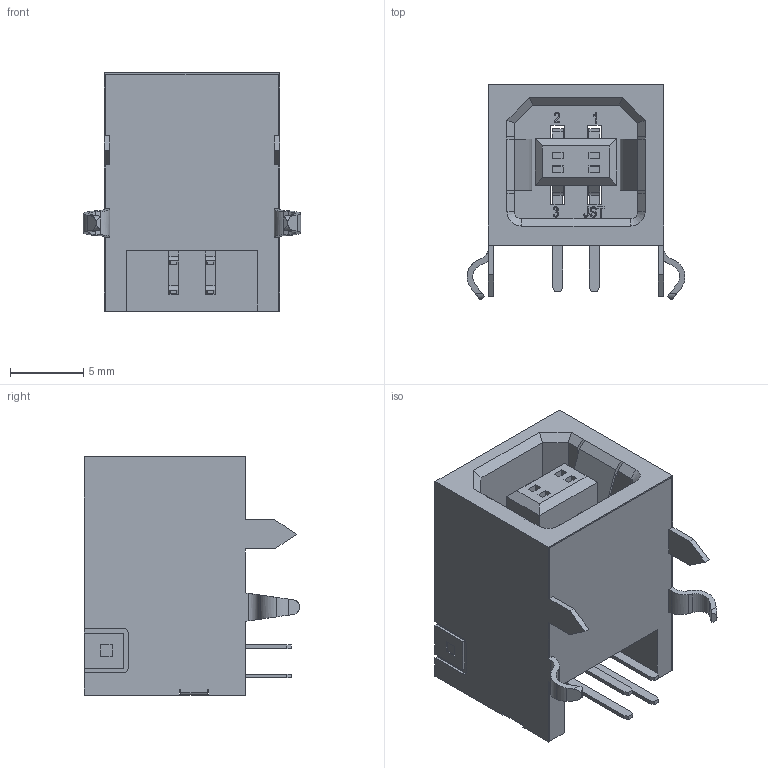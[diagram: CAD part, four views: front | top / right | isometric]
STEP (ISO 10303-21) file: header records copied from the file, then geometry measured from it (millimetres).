
FILE_DESCRIPTION (( 'STEP AP214' ), '1' );
FILE_NAME ('User Library-JST_UBB-4R-D14T-4D.STEP', '2016-04-07T21:42:11', ( 'Windows User' ), ( '' ), 'SwSTEP 2.0', 'SolidWorks 2016', '' );
FILE_SCHEMA (( 'AUTOMOTIVE_DESIGN' ));
Length unit declared in the file: millimetre
Products named in the file (1): User Library-JST_UBB-4R-D14T-4D
Bounding box: 14.9 x 14.72 x 16.3 mm (x, y, z)
Volume: 1353.1 mm3; surface area: 1873 mm2
Topology: 1 solids, 1 shells, 399 faces, 1119 edges, 732 vertices
Faces by surface type: plane 305, cylinder 49, bspline 43, cone 2
Entity records: 16262 total; most frequent: CARTESIAN_POINT 4902, ORIENTED_EDGE 2238, DIRECTION 1787, EDGE_CURVE 1119, VECTOR 929, LINE 929, VERTEX_POINT 732, AXIS2_PLACEMENT_3D 429
